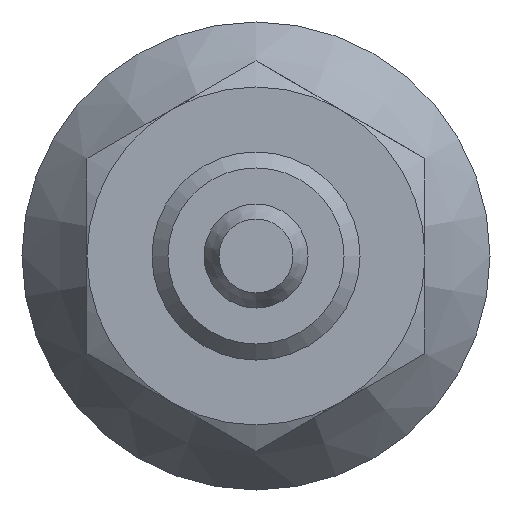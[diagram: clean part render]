
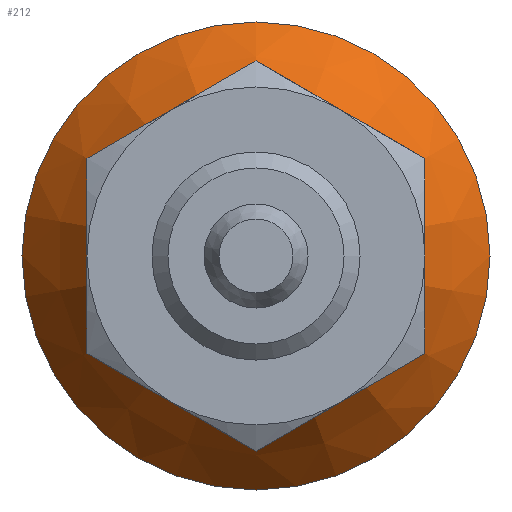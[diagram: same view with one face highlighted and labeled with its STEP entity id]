
A CAD part, front view. The second image highlights one B-rep face of the part: STEP entity #212.
In plain terms, the highlighted conical face has half-angle 36 degrees and reference radius 9 mm.
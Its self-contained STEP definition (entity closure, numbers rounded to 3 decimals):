
#212 = ADVANCED_FACE( '', ( #433, #434 ), #435, .T. );
#433 = FACE_BOUND( '', #647, .T. );
#434 = FACE_OUTER_BOUND( '', #648, .T. );
#435 = CONICAL_SURFACE( '', #649, 9., 0.628 );
#647 = EDGE_LOOP( '', ( #1171 ) );
#648 = EDGE_LOOP( '', ( #1172 ) );
#649 = AXIS2_PLACEMENT_3D( '', #1173, #1174, #1175 );
#1171 = ORIENTED_EDGE( '', *, *, #1360, .F. );
#1172 = ORIENTED_EDGE( '', *, *, #1356, .T. );
#1173 = CARTESIAN_POINT( '', ( 0., 12.106, 0. ) );
#1174 = DIRECTION( '', ( 0., 1., 0. ) );
#1175 = DIRECTION( '', ( 0., 0., 1. ) );
#1356 = EDGE_CURVE( '', #1642, #1642, #1643, .T. );
#1360 = EDGE_CURVE( '', #1647, #1647, #1648, .T. );
#1642 = VERTEX_POINT( '', #2179 );
#1643 = CIRCLE( '', #2180, 9. );
#1647 = VERTEX_POINT( '', #2185 );
#1648 = CIRCLE( '', #2186, 5. );
#2179 = CARTESIAN_POINT( '', ( 0., 12.106, -9. ) );
#2180 = AXIS2_PLACEMENT_3D( '', #2374, #2375, #2376 );
#2185 = CARTESIAN_POINT( '', ( 0., 6.6, -5. ) );
#2186 = AXIS2_PLACEMENT_3D( '', #2378, #2379, #2380 );
#2374 = CARTESIAN_POINT( '', ( 0., 12.106, 0. ) );
#2375 = DIRECTION( '', ( 0., -1., 0. ) );
#2376 = DIRECTION( '', ( 0., 0., -1. ) );
#2378 = CARTESIAN_POINT( '', ( 0., 6.6, 0. ) );
#2379 = DIRECTION( '', ( 0., -1., 0. ) );
#2380 = DIRECTION( '', ( 0., 0., -1. ) );
